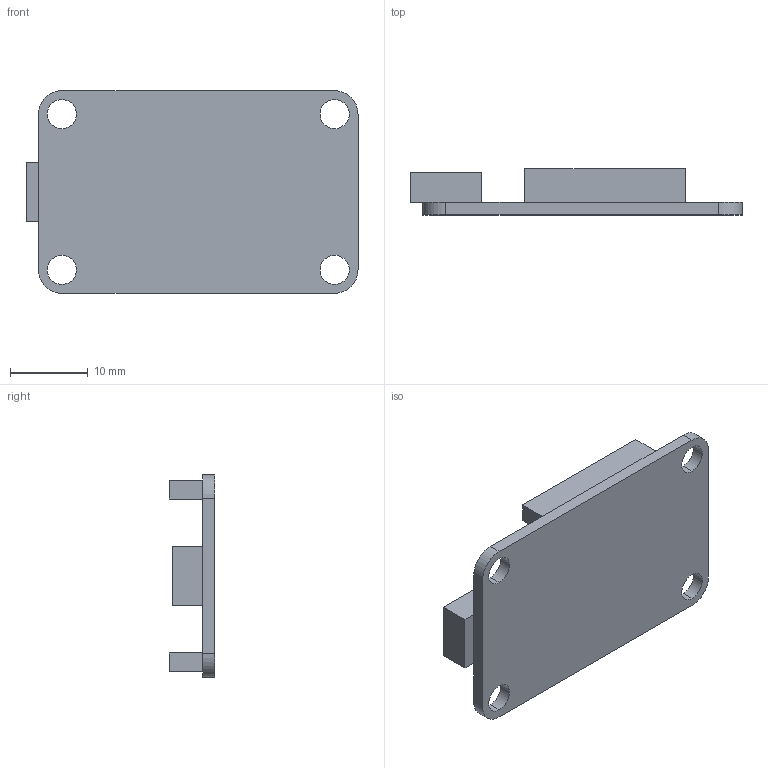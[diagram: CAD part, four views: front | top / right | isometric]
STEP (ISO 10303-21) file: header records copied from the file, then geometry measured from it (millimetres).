
FILE_DESCRIPTION (( 'STEP AP214' ), '1' );
FILE_NAME ('lite2xbee.STEP', '2022-05-31T09:11:12', ( '' ), ( '' ), 'SwSTEP 2.0', 'SolidWorks 2020', '' );
FILE_SCHEMA (( 'AUTOMOTIVE_DESIGN' ));
Length unit declared in the file: millimetre
Products named in the file (1): lite2xbee
Bounding box: 42.6 x 5.9 x 26 mm (x, y, z)
Volume: 2321.4 mm3; surface area: 2859.8 mm2
Topology: 1 solids, 1 shells, 34 faces, 88 edges, 58 vertices
Faces by surface type: plane 22, cylinder 12
Entity records: 1090 total; most frequent: DIRECTION 182, CARTESIAN_POINT 181, ORIENTED_EDGE 176, EDGE_CURVE 88, LINE 64, VECTOR 64, AXIS2_PLACEMENT_3D 59, VERTEX_POINT 58
